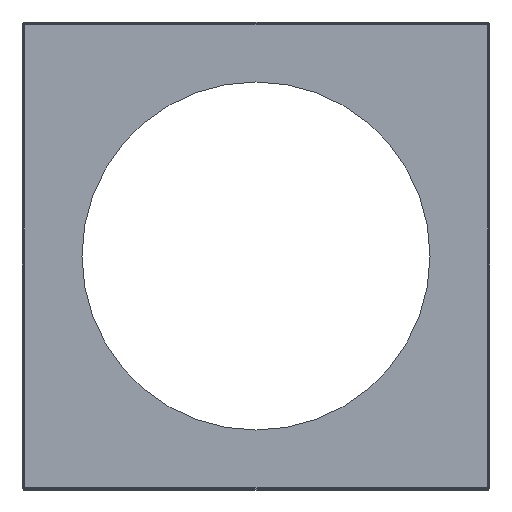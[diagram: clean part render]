
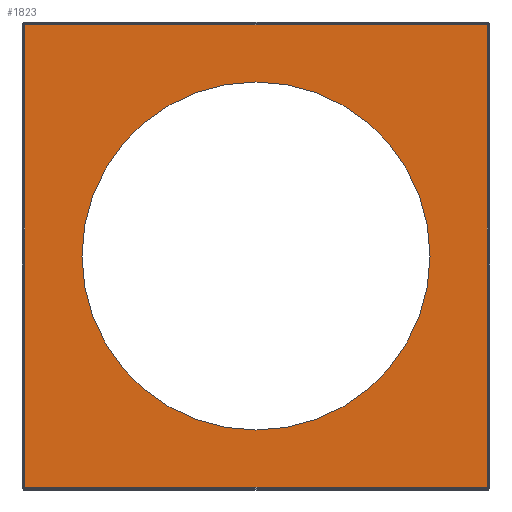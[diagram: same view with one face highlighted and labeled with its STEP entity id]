
A CAD part, top view. The second image highlights one B-rep face of the part: STEP entity #1823.
In plain terms, the highlighted planar face has unit normal (0, 0, 1).
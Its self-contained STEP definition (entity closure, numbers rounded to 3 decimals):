
#18 = CARTESIAN_POINT ( 'NONE',  ( 148.75, 0., 1.2 ) ) ;
#56 = EDGE_CURVE ( 'NONE', #1306, #639, #1891, .T. ) ;
#81 = CARTESIAN_POINT ( 'NONE',  ( -198.729, 197.6, 1.2 ) ) ;
#133 = VERTEX_POINT ( 'NONE', #1225 ) ;
#173 = DIRECTION ( 'NONE',  ( 0., 1., 0. ) ) ;
#197 = DIRECTION ( 'NONE',  ( -1., 0., 0. ) ) ;
#208 = CARTESIAN_POINT ( 'NONE',  ( 198.729, -197.6, 1.2 ) ) ;
#229 = DIRECTION ( 'NONE',  ( 1., 0., 0. ) ) ;
#232 = ORIENTED_EDGE ( 'NONE', *, *, #601, .F. ) ;
#297 = EDGE_CURVE ( 'NONE', #639, #133, #373, .T. ) ;
#319 = EDGE_CURVE ( 'NONE', #1857, #499, #769, .T. ) ;
#360 = ORIENTED_EDGE ( 'NONE', *, *, #297, .F. ) ;
#373 = LINE ( 'NONE', #208, #1604 ) ;
#390 = VERTEX_POINT ( 'NONE', #1894 ) ;
#416 = DIRECTION ( 'NONE',  ( 0., -1., 0. ) ) ;
#443 = CARTESIAN_POINT ( 'NONE',  ( -197.6, -198.729, 1.2 ) ) ;
#463 = VECTOR ( 'NONE', #229, 1000. ) ;
#499 = VERTEX_POINT ( 'NONE', #574 ) ;
#567 = DIRECTION ( 'NONE',  ( 0., 0., -1. ) ) ;
#574 = CARTESIAN_POINT ( 'NONE',  ( -148.75, 0., 1.2 ) ) ;
#589 = DIRECTION ( 'NONE',  ( -1., 0., 0. ) ) ;
#601 = EDGE_CURVE ( 'NONE', #499, #1857, #1597, .T. ) ;
#614 = VECTOR ( 'NONE', #416, 1000. ) ;
#639 = VERTEX_POINT ( 'NONE', #1578 ) ;
#769 = CIRCLE ( 'NONE', #1841, 148.75 ) ;
#804 = DIRECTION ( 'NONE',  ( 1., 0., 0. ) ) ;
#806 = EDGE_LOOP ( 'NONE', ( #360, #1422, #807, #1717 ) ) ;
#807 = ORIENTED_EDGE ( 'NONE', *, *, #1670, .F. ) ;
#847 = AXIS2_PLACEMENT_3D ( 'NONE', #1642, #567, #589 ) ;
#985 = DIRECTION ( 'NONE',  ( 0., 0., 1. ) ) ;
#1044 = CARTESIAN_POINT ( 'NONE',  ( 197.6, 198.729, 1.2 ) ) ;
#1088 = EDGE_LOOP ( 'NONE', ( #232, #1384 ) ) ;
#1109 = CARTESIAN_POINT ( 'NONE',  ( 0., 0., 1.2 ) ) ;
#1187 = LINE ( 'NONE', #443, #1760 ) ;
#1225 = CARTESIAN_POINT ( 'NONE',  ( -197.6, -197.6, 1.2 ) ) ;
#1306 = VERTEX_POINT ( 'NONE', #1356 ) ;
#1337 = FACE_OUTER_BOUND ( 'NONE', #806, .T. ) ;
#1356 = CARTESIAN_POINT ( 'NONE',  ( 197.6, 197.6, 1.2 ) ) ;
#1372 = DIRECTION ( 'NONE',  ( 0., 0., 1. ) ) ;
#1384 = ORIENTED_EDGE ( 'NONE', *, *, #319, .F. ) ;
#1422 = ORIENTED_EDGE ( 'NONE', *, *, #56, .F. ) ;
#1534 = LINE ( 'NONE', #81, #463 ) ;
#1535 = CARTESIAN_POINT ( 'NONE',  ( 0., 0., 1.2 ) ) ;
#1578 = CARTESIAN_POINT ( 'NONE',  ( 197.6, -197.6, 1.2 ) ) ;
#1597 = CIRCLE ( 'NONE', #1684, 148.75 ) ;
#1604 = VECTOR ( 'NONE', #197, 1000. ) ;
#1609 = FACE_BOUND ( 'NONE', #1088, .T. ) ;
#1642 = CARTESIAN_POINT ( 'NONE',  ( 0., 0., 1.2 ) ) ;
#1670 = EDGE_CURVE ( 'NONE', #390, #1306, #1534, .T. ) ;
#1684 = AXIS2_PLACEMENT_3D ( 'NONE', #1109, #1372, #1839 ) ;
#1717 = ORIENTED_EDGE ( 'NONE', *, *, #1847, .F. ) ;
#1760 = VECTOR ( 'NONE', #173, 1000. ) ;
#1774 = PLANE ( 'NONE',  #847 ) ;
#1823 = ADVANCED_FACE ( 'NONE', ( #1609, #1337 ), #1774, .F. ) ;
#1839 = DIRECTION ( 'NONE',  ( 1., 0., 0. ) ) ;
#1841 = AXIS2_PLACEMENT_3D ( 'NONE', #1535, #985, #804 ) ;
#1847 = EDGE_CURVE ( 'NONE', #133, #390, #1187, .T. ) ;
#1857 = VERTEX_POINT ( 'NONE', #18 ) ;
#1891 = LINE ( 'NONE', #1044, #614 ) ;
#1894 = CARTESIAN_POINT ( 'NONE',  ( -197.6, 197.6, 1.2 ) ) ;
